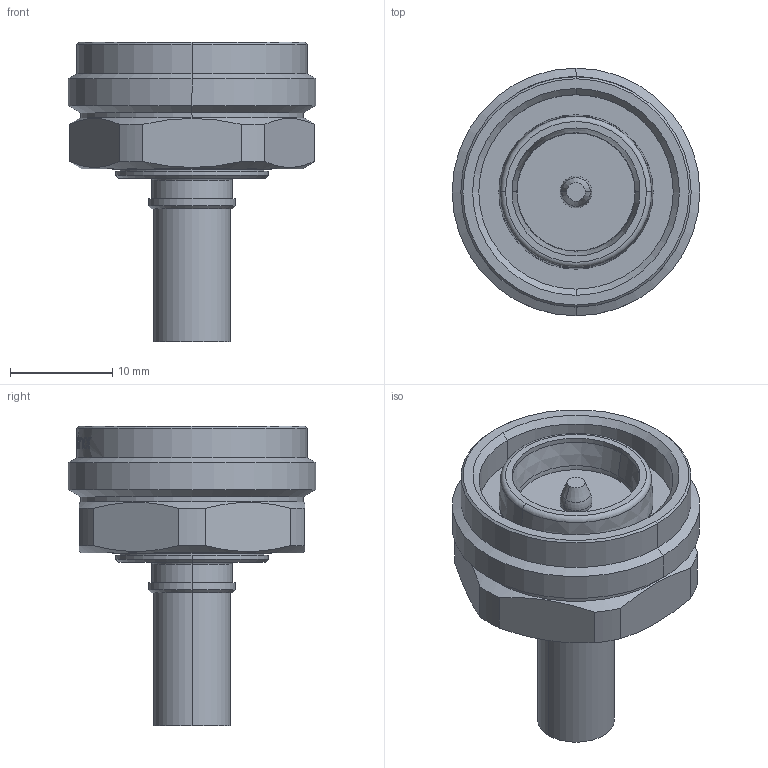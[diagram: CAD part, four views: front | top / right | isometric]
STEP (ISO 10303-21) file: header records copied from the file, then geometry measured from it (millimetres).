
FILE_DESCRIPTION (( 'STEP AP214' ), '1' );
FILE_NAME ('J01440A0002.STEP', '2018-11-15T07:30:12', ( '' ), ( '' ), 'SwSTEP 2.0', 'SolidWorks 2017', '' );
FILE_SCHEMA (( 'AUTOMOTIVE_DESIGN' ));
Length unit declared in the file: millimetre
Products named in the file (1): J01440A0002
Bounding box: 24.2 x 24.2 x 29.3 mm (x, y, z)
Volume: 4914.3 mm3; surface area: 3095.4 mm2
Topology: 1 solids, 1 shells, 263 faces, 651 edges, 420 vertices
Faces by surface type: bspline 83, plane 80, cylinder 58, cone 30, torus 12
Entity records: 17191 total; most frequent: CARTESIAN_POINT 8724, ORIENTED_EDGE 1302, DIRECTION 910, EDGE_CURVE 651, VERTEX_POINT 420, AXIS2_PLACEMENT_3D 365, EDGE_LOOP 293, B_SPLINE_CURVE_WITH_KNOTS 287
